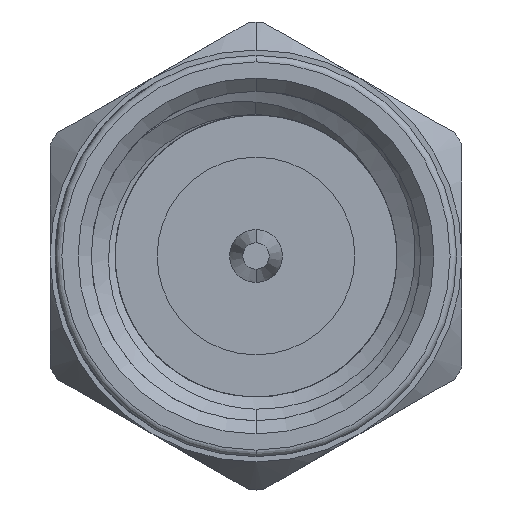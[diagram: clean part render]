
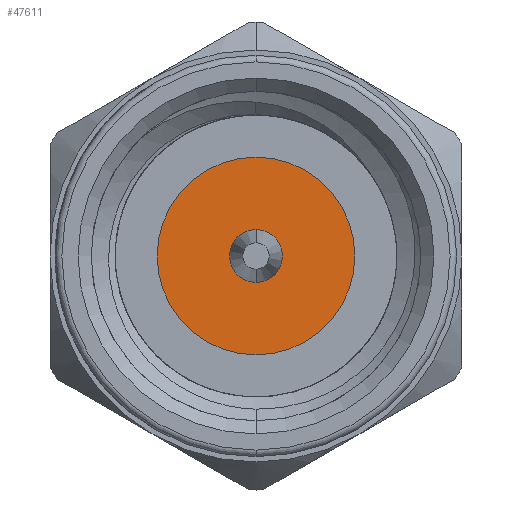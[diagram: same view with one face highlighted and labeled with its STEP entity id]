
A CAD part, front view. The second image highlights one B-rep face of the part: STEP entity #47611.
In plain terms, the highlighted face is planar.
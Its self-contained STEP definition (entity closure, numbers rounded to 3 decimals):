
#310 = DIRECTION ( 'NONE',  ( -1., 0., 0. ) ) ;
#3336 = ORIENTED_EDGE ( 'NONE', *, *, #33994, .F. ) ;
#7696 = VERTEX_POINT ( 'NONE', #56383 ) ;
#7711 = CARTESIAN_POINT ( 'NONE',  ( -18.288, 0., 0. ) ) ;
#8357 = EDGE_CURVE ( 'NONE', #14198, #9110, #19901, .T. ) ;
#8435 = CARTESIAN_POINT ( 'NONE',  ( -18.288, 0., 0. ) ) ;
#9110 = VERTEX_POINT ( 'NONE', #93804 ) ;
#10289 = EDGE_LOOP ( 'NONE', ( #73987, #48644 ) ) ;
#11797 = AXIS2_PLACEMENT_3D ( 'NONE', #15861, #62187, #81994 ) ;
#14198 = VERTEX_POINT ( 'NONE', #59629 ) ;
#15861 = CARTESIAN_POINT ( 'NONE',  ( -18.288, 0., 0. ) ) ;
#19901 = CIRCLE ( 'NONE', #96492, 1.905 ) ;
#24791 = ORIENTED_EDGE ( 'NONE', *, *, #42728, .F. ) ;
#26800 = CARTESIAN_POINT ( 'NONE',  ( -18.288, 0., 0. ) ) ;
#29584 = AXIS2_PLACEMENT_3D ( 'NONE', #46021, #310, #73733 ) ;
#33994 = EDGE_CURVE ( 'NONE', #81759, #7696, #88617, .T. ) ;
#36995 = FACE_OUTER_BOUND ( 'NONE', #10289, .T. ) ;
#42728 = EDGE_CURVE ( 'NONE', #7696, #81759, #107481, .T. ) ;
#46021 = CARTESIAN_POINT ( 'NONE',  ( -18.288, 3.867, 0. ) ) ;
#47611 = ADVANCED_FACE ( 'NONE', ( #36995, #92290 ), #91715, .T. ) ;
#48644 = ORIENTED_EDGE ( 'NONE', *, *, #87839, .T. ) ;
#55134 = EDGE_LOOP ( 'NONE', ( #24791, #3336 ) ) ;
#56383 = CARTESIAN_POINT ( 'NONE',  ( -18.288, 0., -0.508 ) ) ;
#59629 = CARTESIAN_POINT ( 'NONE',  ( -18.288, 0., -1.905 ) ) ;
#62187 = DIRECTION ( 'NONE',  ( -1., 0., 0. ) ) ;
#62341 = DIRECTION ( 'NONE',  ( 0., 0., 1. ) ) ;
#73733 = DIRECTION ( 'NONE',  ( 0., 0., 1. ) ) ;
#73987 = ORIENTED_EDGE ( 'NONE', *, *, #8357, .T. ) ;
#74823 = CIRCLE ( 'NONE', #97765, 1.905 ) ;
#81759 = VERTEX_POINT ( 'NONE', #109697 ) ;
#81994 = DIRECTION ( 'NONE',  ( 0., 0., 1. ) ) ;
#83633 = DIRECTION ( 'NONE',  ( -1., 0., 0. ) ) ;
#87839 = EDGE_CURVE ( 'NONE', #9110, #14198, #74823, .T. ) ;
#88617 = CIRCLE ( 'NONE', #11797, 0.508 ) ;
#91715 = PLANE ( 'NONE',  #29584 ) ;
#92290 = FACE_BOUND ( 'NONE', #55134, .T. ) ;
#93804 = CARTESIAN_POINT ( 'NONE',  ( -18.288, 0., 1.905 ) ) ;
#96492 = AXIS2_PLACEMENT_3D ( 'NONE', #8435, #83633, #110640 ) ;
#97765 = AXIS2_PLACEMENT_3D ( 'NONE', #7711, #117777, #108720 ) ;
#97891 = AXIS2_PLACEMENT_3D ( 'NONE', #26800, #107964, #62341 ) ;
#107481 = CIRCLE ( 'NONE', #97891, 0.508 ) ;
#107964 = DIRECTION ( 'NONE',  ( -1., 0., 0. ) ) ;
#108720 = DIRECTION ( 'NONE',  ( 0., 0., 1. ) ) ;
#109697 = CARTESIAN_POINT ( 'NONE',  ( -18.288, 0., 0.508 ) ) ;
#110640 = DIRECTION ( 'NONE',  ( 0., 0., 1. ) ) ;
#117777 = DIRECTION ( 'NONE',  ( -1., 0., 0. ) ) ;
